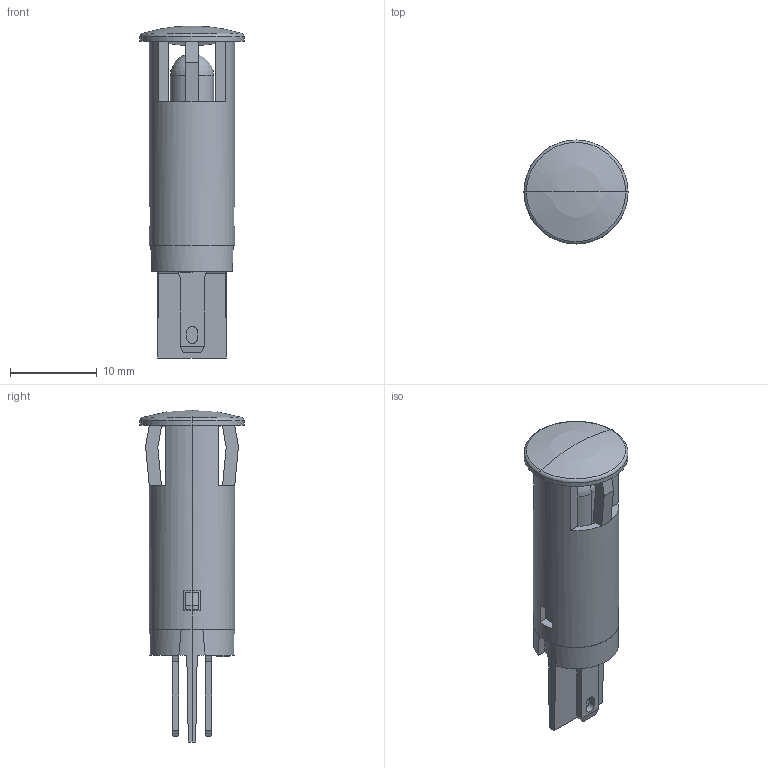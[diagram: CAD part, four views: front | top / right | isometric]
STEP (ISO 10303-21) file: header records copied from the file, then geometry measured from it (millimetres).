
FILE_DESCRIPTION(('STEP AP214'),'1');
FILE_NAME('59810.stp','2017-07-17T12:36:19',('TraceParts'),('TraceParts S.A.'),'Spatial InterOp 3D',' ',' ');
FILE_SCHEMA(('automotive_design'));
Length unit declared in the file: millimetre
Products named in the file (7): 59810_1; 59810_2; 59810_3; 59810_4; 59810_5; 59810_6; 59810_7
Bounding box: 12 x 12 x 38.25 mm (x, y, z)
Volume: 1467.7 mm3; surface area: 2893.3 mm2
Topology: 7 solids, 7 shells, 296 faces, 820 edges, 531 vertices
Faces by surface type: plane 198, cylinder 78, cone 8, sphere 6, torus 6
Entity records: 11963 total; most frequent: CARTESIAN_POINT 1707, DIRECTION 1664, ORIENTED_EDGE 1628, EDGE_CURVE 814, AXIS2_PLACEMENT_3D 559, LINE 546, VECTOR 546, VERTEX_POINT 531
